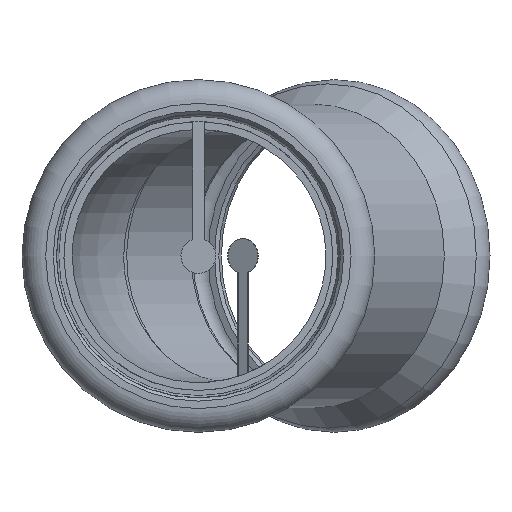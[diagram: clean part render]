
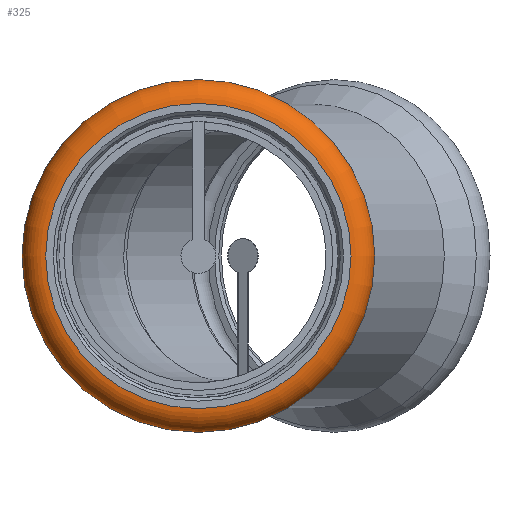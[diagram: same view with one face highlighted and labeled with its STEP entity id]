
A CAD part, front view. The second image highlights one B-rep face of the part: STEP entity #325.
In plain terms, the highlighted toroidal (fillet/blend) face has major radius 19.3 mm and minor radius 3 mm.
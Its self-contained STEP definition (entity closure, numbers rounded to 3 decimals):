
#67=CIRCLE($,#371,21.757);
#68=CIRCLE($,#373,19.3);
#96=FACE_OUTER_BOUND($,#165,.T.);
#103=TOROIDAL_SURFACE($,#372,19.3,3.);
#123=FACE_BOUND($,#166,.T.);
#165=EDGE_LOOP($,(#289));
#166=EDGE_LOOP($,(#290));
#199=VERTEX_POINT($,#828);
#200=VERTEX_POINT($,#831);
#230=EDGE_CURVE($,#199,#199,#67,.T.);
#231=EDGE_CURVE($,#200,#200,#68,.T.);
#289=ORIENTED_EDGE($,*,*,#231,.F.);
#290=ORIENTED_EDGE($,*,*,#230,.T.);
#325=ADVANCED_FACE($,(#96,#123),#103,.T.);
#371=AXIS2_PLACEMENT_3D($,#829,#469,#470);
#372=AXIS2_PLACEMENT_3D($,#830,#471,#472);
#373=AXIS2_PLACEMENT_3D($,#832,#473,#474);
#469=DIRECTION('center_axis',(-1.,0.,0.));
#470=DIRECTION('ref_axis',(0.,0.,1.));
#471=DIRECTION('center_axis',(-1.,0.,0.));
#472=DIRECTION('ref_axis',(0.,0.,1.));
#473=DIRECTION('center_axis',(-1.,0.,0.));
#474=DIRECTION('ref_axis',(0.,0.,1.));
#828=CARTESIAN_POINT('',(4.721,0.,21.757));
#829=CARTESIAN_POINT('Origin',(4.721,0.,0.));
#830=CARTESIAN_POINT('Origin',(3.,0.,0.));
#831=CARTESIAN_POINT('',(0.,0.,19.3));
#832=CARTESIAN_POINT('Origin',(0.,0.,0.));
